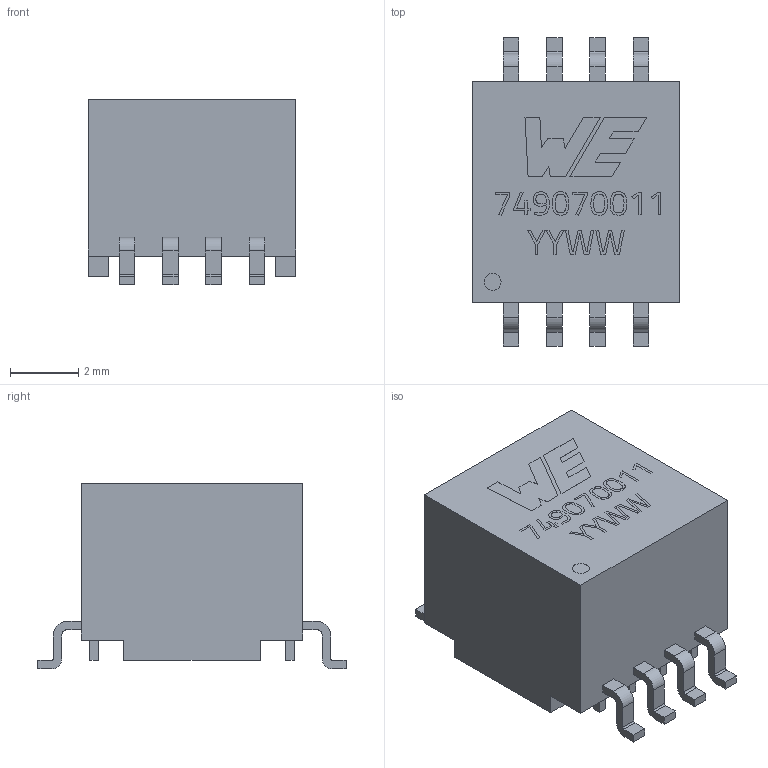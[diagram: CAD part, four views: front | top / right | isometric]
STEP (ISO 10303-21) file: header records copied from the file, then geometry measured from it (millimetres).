
FILE_DESCRIPTION(/* description */ ('Unknown'),/* implementation_level */ '2;1');
FILE_NAME(/* name */ '749070011',/* time_stamp */ '2024-09-19T15:53:49+02:00',/* author */ ('Unknown'),/* organization */ ('Unknown'),/* preprocessor_version */ 'ST-DEVELOPER v19.4',/* originating_system */ 'Solid Edge',/* authorisation */ 'Unknown');
FILE_SCHEMA (('AUTOMOTIVE_DESIGN {1 0 10303 214 3 1 1}'));
Length unit declared in the file: millimetre
Products named in the file (1): 749070011
Bounding box: 6.1 x 9.05 x 5.46 mm (x, y, z)
Volume: 188 mm3; surface area: 236.7 mm2
Topology: 1 solids, 1 shells, 309 faces, 813 edges, 542 vertices
Faces by surface type: plane 265, cylinder 33, bspline 11
Full cylindrical faces by diameter (mm): 0.5 x1
Entity records: 11867 total; most frequent: CARTESIAN_POINT 2431, ORIENTED_EDGE 1612, DIRECTION 1260, EDGE_CURVE 806, VERTEX_POINT 542, LINE 530, VECTOR 530, AXIS2_PLACEMENT_3D 365
